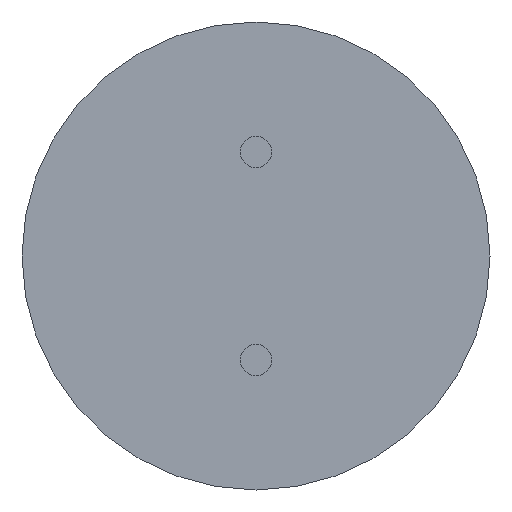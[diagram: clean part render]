
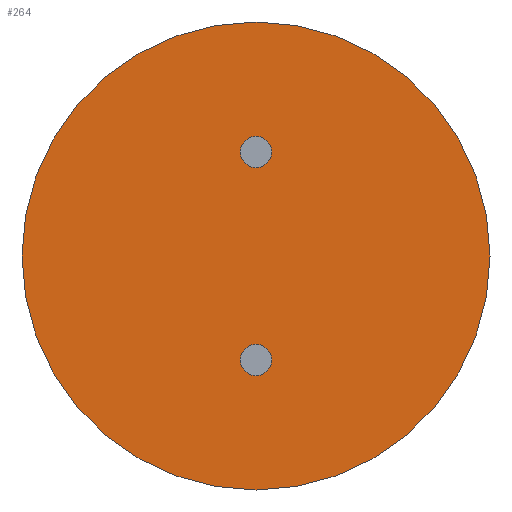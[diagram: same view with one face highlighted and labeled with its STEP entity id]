
A CAD part, front view. The second image highlights one B-rep face of the part: STEP entity #264.
In plain terms, the highlighted planar face has unit normal (0, -1, 0).
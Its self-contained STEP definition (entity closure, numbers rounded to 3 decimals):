
#97=CARTESIAN_POINT('',(0.,0.,0.));
#98=DIRECTION('',(0.,1.,0.));
#99=DIRECTION('',(1.,0.,0.));
#100=AXIS2_PLACEMENT_3D('',#97,#98,#99);
#102=CARTESIAN_POINT('',(0.,0.,0.));
#103=DIRECTION('',(0.,1.,0.));
#104=DIRECTION('',(-1.,0.,0.));
#105=AXIS2_PLACEMENT_3D('',#102,#103,#104);
#107=CARTESIAN_POINT('',(0.,0.,-2.));
#108=DIRECTION('',(0.,-1.,0.));
#109=DIRECTION('',(-1.,0.,0.));
#110=AXIS2_PLACEMENT_3D('',#107,#108,#109);
#112=CARTESIAN_POINT('',(0.,0.,-2.));
#113=DIRECTION('',(0.,-1.,0.));
#114=DIRECTION('',(1.,0.,0.));
#115=AXIS2_PLACEMENT_3D('',#112,#113,#114);
#117=CARTESIAN_POINT('',(0.,0.,2.));
#118=DIRECTION('',(0.,-1.,0.));
#119=DIRECTION('',(-1.,0.,0.));
#120=AXIS2_PLACEMENT_3D('',#117,#118,#119);
#122=CARTESIAN_POINT('',(0.,0.,2.));
#123=DIRECTION('',(0.,-1.,0.));
#124=DIRECTION('',(1.,0.,0.));
#125=AXIS2_PLACEMENT_3D('',#122,#123,#124);
#209=CARTESIAN_POINT('',(4.5,0.,0.));
#210=CARTESIAN_POINT('',(-4.5,0.,0.));
#211=VERTEX_POINT('',#209);
#212=VERTEX_POINT('',#210);
#233=CARTESIAN_POINT('',(-0.3,0.,-2.));
#234=CARTESIAN_POINT('',(0.3,0.,-2.));
#235=VERTEX_POINT('',#233);
#236=VERTEX_POINT('',#234);
#237=CARTESIAN_POINT('',(-0.3,0.,2.));
#238=CARTESIAN_POINT('',(0.3,0.,2.));
#239=VERTEX_POINT('',#237);
#240=VERTEX_POINT('',#238);
#241=CARTESIAN_POINT('',(0.,0.,0.));
#242=DIRECTION('',(0.,1.,0.));
#243=DIRECTION('',(1.,0.,0.));
#244=AXIS2_PLACEMENT_3D('',#241,#242,#243);
#245=PLANE('',#244);
#247=ORIENTED_EDGE('',*,*,#246,.T.);
#249=ORIENTED_EDGE('',*,*,#248,.T.);
#250=EDGE_LOOP('',(#247,#249));
#251=FACE_OUTER_BOUND('',#250,.F.);
#253=ORIENTED_EDGE('',*,*,#252,.T.);
#255=ORIENTED_EDGE('',*,*,#254,.T.);
#256=EDGE_LOOP('',(#253,#255));
#257=FACE_BOUND('',#256,.F.);
#259=ORIENTED_EDGE('',*,*,#258,.T.);
#261=ORIENTED_EDGE('',*,*,#260,.T.);
#262=EDGE_LOOP('',(#259,#261));
#263=FACE_BOUND('',#262,.F.);
#264=ADVANCED_FACE('',(#251,#257,#263),#245,.F.);
#101=CIRCLE('',#100,4.5);
#106=CIRCLE('',#105,4.5);
#111=CIRCLE('',#110,0.3);
#116=CIRCLE('',#115,0.3);
#121=CIRCLE('',#120,0.3);
#126=CIRCLE('',#125,0.3);
#246=EDGE_CURVE('',#211,#212,#101,.T.);
#248=EDGE_CURVE('',#212,#211,#106,.T.);
#252=EDGE_CURVE('',#235,#236,#111,.T.);
#254=EDGE_CURVE('',#236,#235,#116,.T.);
#258=EDGE_CURVE('',#239,#240,#121,.T.);
#260=EDGE_CURVE('',#240,#239,#126,.T.);
